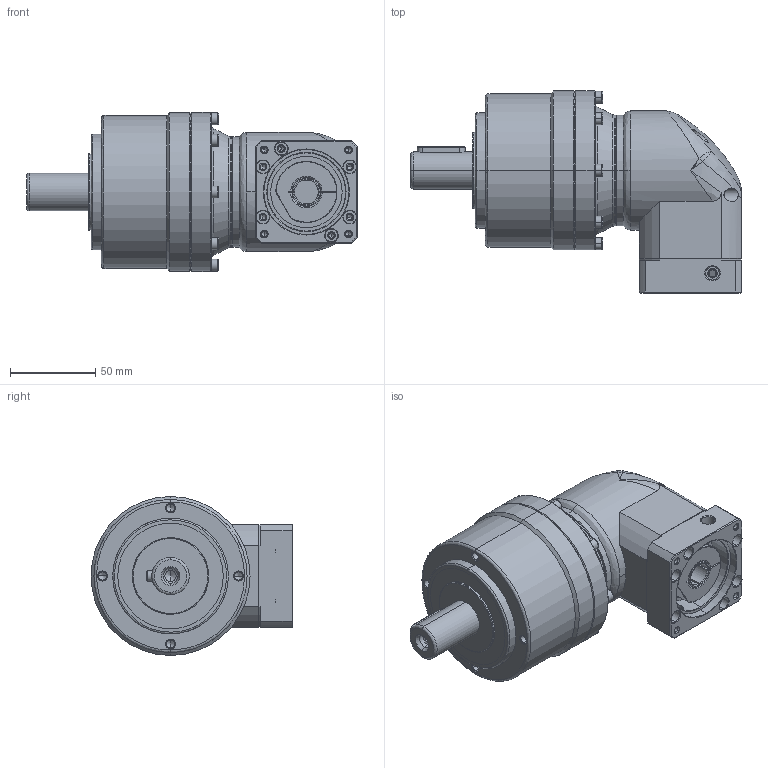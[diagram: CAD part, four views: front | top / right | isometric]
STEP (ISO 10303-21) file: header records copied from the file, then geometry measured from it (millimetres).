
FILE_DESCRIPTION (( 'STEP AP214' ), '1' );
FILE_NAME ('PEL090-L2-14-50-70-M4-M5.STEP', '2024-01-06T06:14:55', ( 'admin' ), ( '' ), 'SwSTEP 2.0', 'SolidWorks 2013', '' );
FILE_SCHEMA (( 'AUTOMOTIVE_DESIGN' ));
Length unit declared in the file: millimetre
Products named in the file (6): PE090_X2_8F9351FA7AEF_X0_; PB090_X2_4E007EA79F7F570863A5_X0_060; SBL060-50-70M4; SBL060_X2_8F9351658F7495017D2773AF_X0_-14; SDL060_X2_94DD58F3_X0_-14; PEL090-L2-14-50-70-M4-M5
Assembly tree (5 placements, depth 2):
  PEL090-L2-14-50-70-M4-M5
    SDL060_X2_94DD58F3_X0_-14
    SBL060_X2_8F9351658F7495017D2773AF_X0_-14
    SBL060-50-70M4
    PB090_X2_4E007EA79F7F570863A5_X0_060
    PE090_X2_8F9351FA7AEF_X0_
Bounding box: 194.5 x 118.75 x 93.5 mm (x, y, z)
Volume: 873665.8 mm3; surface area: 120294.2 mm2
Topology: 7 solids, 7 shells, 619 faces, 1555 edges, 926 vertices
Faces by surface type: cylinder 234, plane 170, cone 163, bspline 50, torus 2
Entity records: 28170 total; most frequent: CARTESIAN_POINT 6769, DIRECTION 3081, ORIENTED_EDGE 2930, EDGE_CURVE 1465, AXIS2_PLACEMENT_3D 1221, VERTEX_POINT 926, EDGE_LOOP 719, CIRCLE 644
